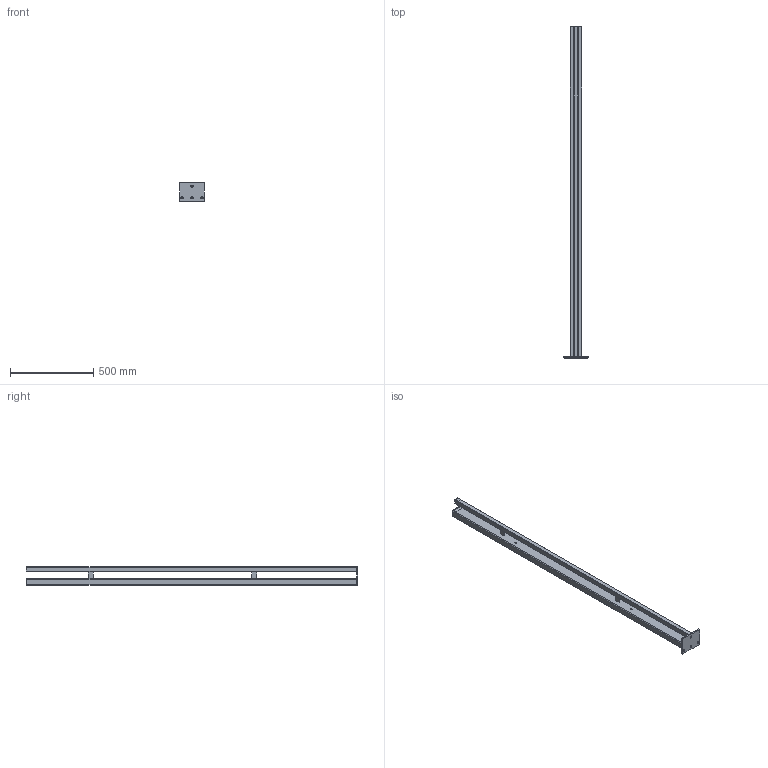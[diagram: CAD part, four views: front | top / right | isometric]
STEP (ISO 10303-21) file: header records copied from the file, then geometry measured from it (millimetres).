
FILE_DESCRIPTION (( 'STEP AP214' ), '1' );
FILE_NAME ('0010851.step', '2022-08-16T10:58:05', ( '' ), ( '' ), 'SwSTEP 2.0', 'SolidWorks 2020', '' );
FILE_SCHEMA (( 'AUTOMOTIVE_DESIGN' ));
Length unit declared in the file: millimetre
Products named in the file (1): 0010851
Bounding box: 149.36 x 1993 x 110 mm (x, y, z)
Volume: 1663947.9 mm3; surface area: 1292609.2 mm2
Topology: 7 solids, 7 shells, 128 faces, 320 edges, 208 vertices
Faces by surface type: plane 60, cylinder 60, bspline 8
Entity records: 5460 total; most frequent: CARTESIAN_POINT 801, DIRECTION 674, ORIENTED_EDGE 640, EDGE_CURVE 320, AXIS2_PLACEMENT_3D 241, VERTEX_POINT 208, LINE 192, VECTOR 192
